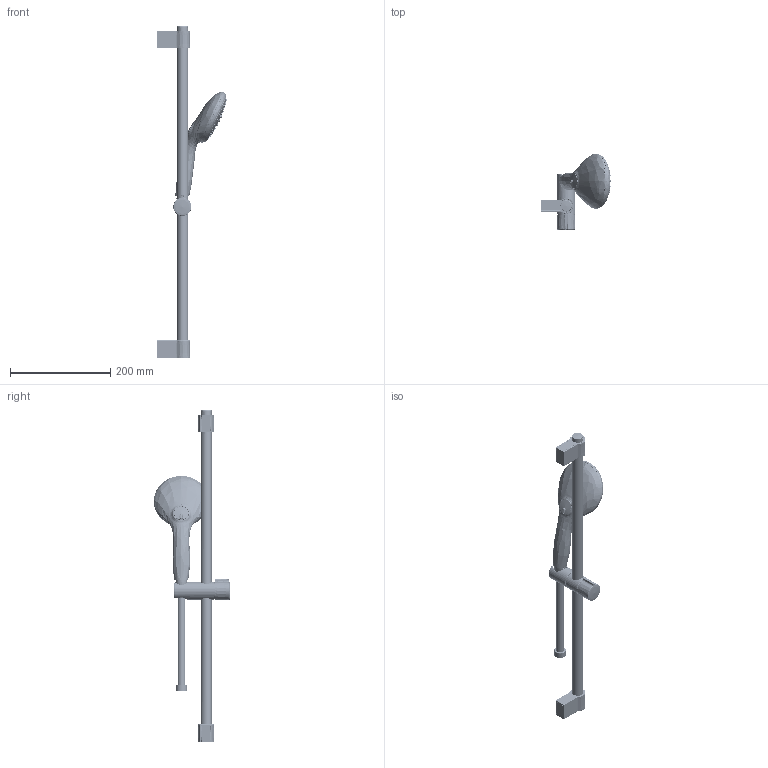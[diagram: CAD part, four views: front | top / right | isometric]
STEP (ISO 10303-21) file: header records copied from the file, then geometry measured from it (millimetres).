
FILE_DESCRIPTION(/* description */ ('Unknown'),/* implementation_level */ '2;1');
FILE_NAME(/* name */ '2759830E',/* time_stamp */ '2023-01-09T06:50:54+01:00',/* author */ ('Unknown'),/* organization */ ('GROHE AG'),/* preprocessor_version */ 'ST-DEVELOPER v16.7',/* originating_system */ 'DEX',/* authorisation */ $);
FILE_SCHEMA (('AUTOMOTIVE_DESIGN {1 0 10303 214 3 1 1}'));
Products named in the file (1): 2759830E
Bounding box: 139.56 x 152.22 x 661.05 mm (x, y, z)
Volume: 302064 mm3; surface area: 316921.3 mm2
Topology: 17 solids, 25 shells, 9227 faces, 22702 edges, 13076 vertices
Faces by surface type: bspline 4885, cylinder 1554, plane 1195, torus 801, sphere 405, cone 387
Full cylindrical faces by diameter (mm): 0.83 x4, 2.8 x144, 3.7 x72, 4.1 x14, 4.3 x1, 12.2 x1, 12.35 x1, 12.4 x2, 12.55 x2, 14 x2, 14.9 x1, 15 x1, 15.1 x1, 15.6 x1, 16 x1, 16.2 x2, 16.4 x1, 18.2 x1, 18.4 x1, 18.5 x1, 18.63 x1, 18.631 x1, 19.9 x1, 20.2 x1, 20.7 x1, 21.2 x3, 21.3 x1, 21.9 x1, 22 x1, 22.2 x2
Entity records: 342045 total; most frequent: CARTESIAN_POINT 168053, ORIENTED_EDGE 40500, DIRECTION 26540, EDGE_CURVE 20250, VERTEX_POINT 12221, AXIS2_PLACEMENT_3D 11716, EDGE_LOOP 10793, FACE_BOUND 10793
